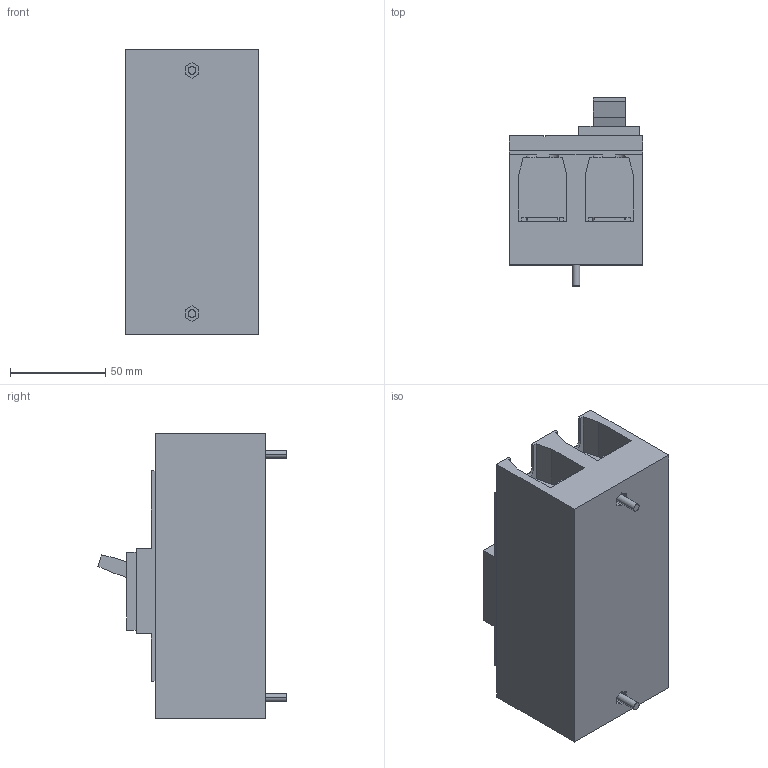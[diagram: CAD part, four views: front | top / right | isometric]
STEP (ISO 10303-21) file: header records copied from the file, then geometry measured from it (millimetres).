
FILE_DESCRIPTION(('CATIA V5 STEP Exchange'),'2;1');
FILE_NAME('1SDH001294R0082_1PA_001_00_A2_2p_F.stp','2014-12-04T15:42:15+00:00',('none'),('none'),'CATIA Version 5 Release 20 SP 1 (IN-10)','CATIA V5 STEP AP214','none');
FILE_SCHEMA(('AUTOMOTIVE_DESIGN { 1 0 10303 214 1 1 1 1 }'));
Length unit declared in the file: millimetre
Products named in the file (1): 1SDH001294R0082_1PA_001_00_A2_2p_F
Bounding box: 70 x 99.14 x 150 mm (x, y, z)
Volume: 584027.3 mm3; surface area: 62629.8 mm2
Topology: 1 solids, 1 shells, 200 faces, 538 edges, 360 vertices
Faces by surface type: plane 156, cylinder 44
Entity records: 6297 total; most frequent: ORIENTED_EDGE 1076, CARTESIAN_POINT 1023, DIRECTION 786, EDGE_CURVE 538, VECTOR 450, LINE 450, VERTEX_POINT 360, EDGE_LOOP 220
